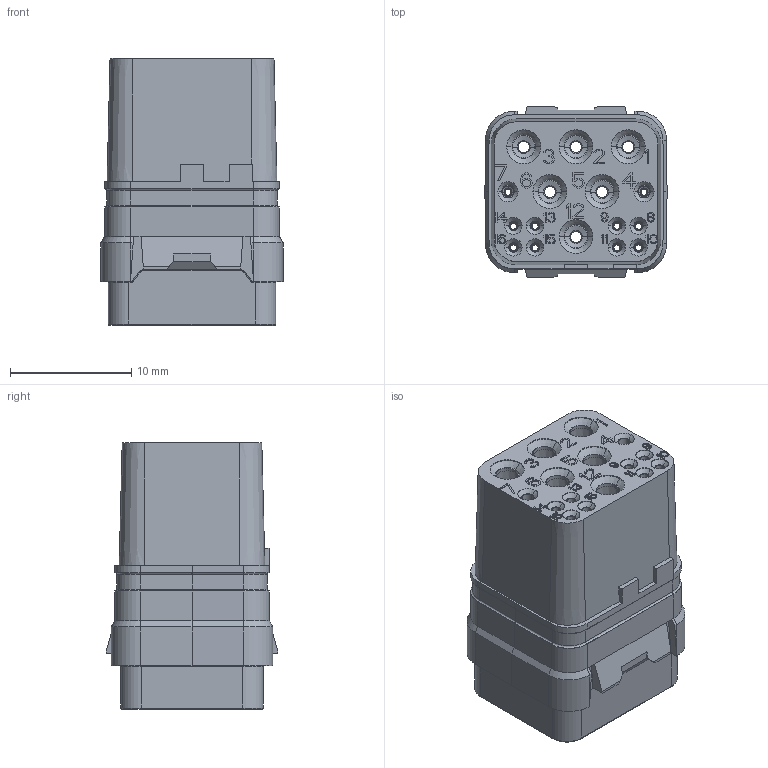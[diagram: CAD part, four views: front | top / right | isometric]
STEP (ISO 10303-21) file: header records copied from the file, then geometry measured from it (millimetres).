
FILE_DESCRIPTION((''),'2;1');
FILE_NAME('SIMM1602SC','2020-01-08T',('presta_be4'),(''),'CREO PARAMETRIC BY PTC INC, 2018360','CREO PARAMETRIC BY PTC INC, 2018360','');
FILE_SCHEMA(('CONFIG_CONTROL_DESIGN'));
Products named in the file (1): SIMM1602SC
Bounding box: 15 x 14.1 x 22.05 mm (x, y, z)
Volume: 2303.7 mm3; surface area: 3931.2 mm2
Topology: 1 solids, 5 shells, 2556 faces, 6418 edges, 4030 vertices
Faces by surface type: plane 1564, cylinder 408, torus 368, cone 200, bspline 16
Entity records: 75795 total; most frequent: CARTESIAN_POINT 13422, DIRECTION 13103, ORIENTED_EDGE 12836, EDGE_CURVE 6418, VECTOR 4749, LINE 4749, AXIS2_PLACEMENT_3D 4177, VERTEX_POINT 4030
